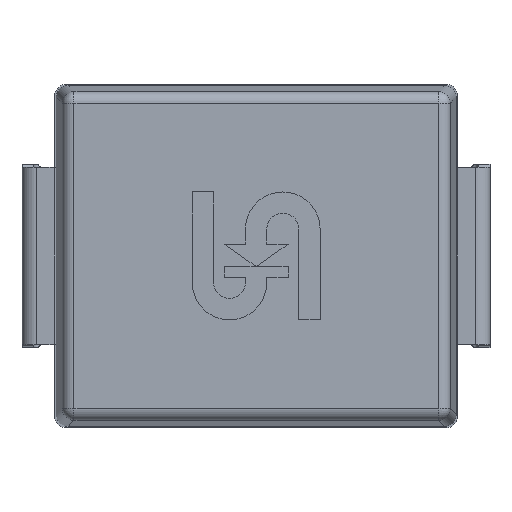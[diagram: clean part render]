
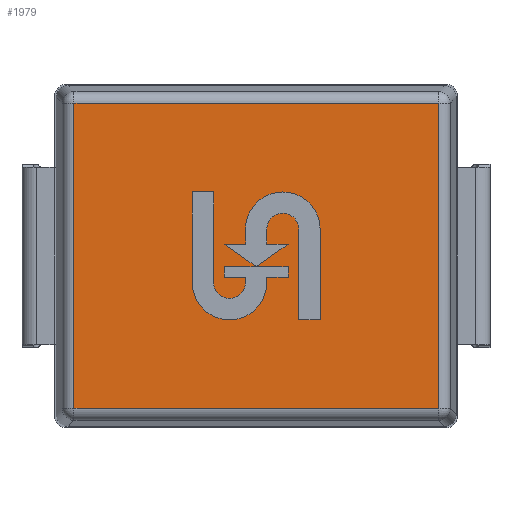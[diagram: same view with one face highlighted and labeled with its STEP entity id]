
A CAD part, top view. The second image highlights one B-rep face of the part: STEP entity #1979.
In plain terms, the highlighted face is planar.
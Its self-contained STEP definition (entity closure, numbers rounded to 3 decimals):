
#254=FACE_OUTER_BOUND('',#367,.T.);
#367=EDGE_LOOP('',(#1663,#1664,#1665,#1666));
#518=LINE('',#3359,#714);
#520=LINE('',#3362,#716);
#524=LINE('',#3368,#720);
#530=LINE('',#3377,#726);
#714=VECTOR('',#2677,10.);
#716=VECTOR('',#2681,10.);
#720=VECTOR('',#2689,10.);
#726=VECTOR('',#2701,10.);
#920=VERTEX_POINT('',#3333);
#921=VERTEX_POINT('',#3337);
#926=VERTEX_POINT('',#3347);
#929=VERTEX_POINT('',#3354);
#1174=EDGE_CURVE('',#921,#929,#518,.T.);
#1176=EDGE_CURVE('',#929,#926,#520,.T.);
#1180=EDGE_CURVE('',#926,#920,#524,.T.);
#1186=EDGE_CURVE('',#920,#921,#530,.T.);
#1663=ORIENTED_EDGE('',*,*,#1174,.F.);
#1664=ORIENTED_EDGE('',*,*,#1186,.F.);
#1665=ORIENTED_EDGE('',*,*,#1180,.F.);
#1666=ORIENTED_EDGE('',*,*,#1176,.F.);
#1871=PLANE('',#2227);
#1979=ADVANCED_FACE('',(#254),#1871,.F.);
#2227=AXIS2_PLACEMENT_3D('',#3383,#2710,#2711);
#2677=DIRECTION('',(0.,1.,0.));
#2681=DIRECTION('',(-1.,0.,0.));
#2689=DIRECTION('',(0.,-1.,0.));
#2701=DIRECTION('',(1.,0.,0.));
#2710=DIRECTION('center_axis',(0.,0.,1.));
#2711=DIRECTION('ref_axis',(1.,0.,0.));
#3333=CARTESIAN_POINT('',(0.325,-5.475,-1.));
#3337=CARTESIAN_POINT('',(6.475,-5.475,-1.));
#3347=CARTESIAN_POINT('',(0.325,-0.325,-1.));
#3354=CARTESIAN_POINT('',(6.475,-0.325,-1.));
#3359=CARTESIAN_POINT('',(6.475,-4.338,-1.));
#3362=CARTESIAN_POINT('',(5.088,-0.325,-1.));
#3368=CARTESIAN_POINT('',(0.325,-1.463,-1.));
#3377=CARTESIAN_POINT('',(1.713,-5.475,-1.));
#3383=CARTESIAN_POINT('Origin',(3.4,-2.9,-1.));
